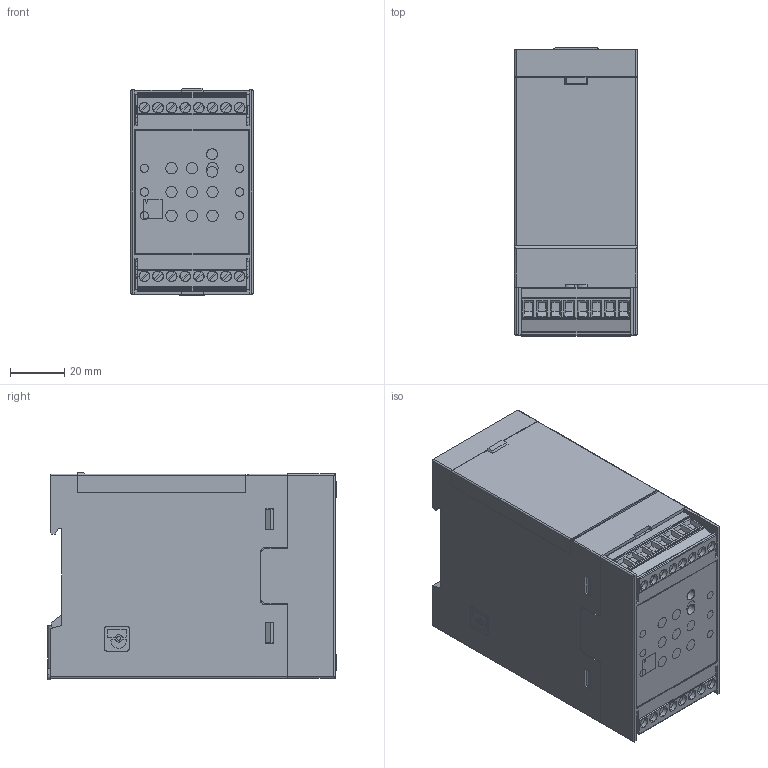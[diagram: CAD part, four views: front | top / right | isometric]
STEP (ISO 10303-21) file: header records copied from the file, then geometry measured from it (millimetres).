
FILE_DESCRIPTION(('STEP AP203'),'1');
FILE_NAME('burster_9243_2kzt9eejspcpcr6fw3qeuiz3q.stp','2013-08-26T19:35:25',('TraceParts'),('TraceParts S.A.'),'XStep 1.0',' ',' ');
FILE_SCHEMA(('CONFIG_CONTROL_DESIGN'));
Length unit declared in the file: millimetre
Products named in the file (1): 1
Bounding box: 45.1 x 105.93 x 76.35 mm (x, y, z)
Volume: 78584.4 mm3; surface area: 76244.7 mm2
Topology: 1 solids, 1 shells, 1582 faces, 4235 edges, 2810 vertices
Faces by surface type: plane 1199, cylinder 383
Entity records: 49204 total; most frequent: CARTESIAN_POINT 8628, ORIENTED_EDGE 8470, DIRECTION 8254, EDGE_CURVE 4235, LINE 3382, VECTOR 3382, VERTEX_POINT 2810, AXIS2_PLACEMENT_3D 2436
